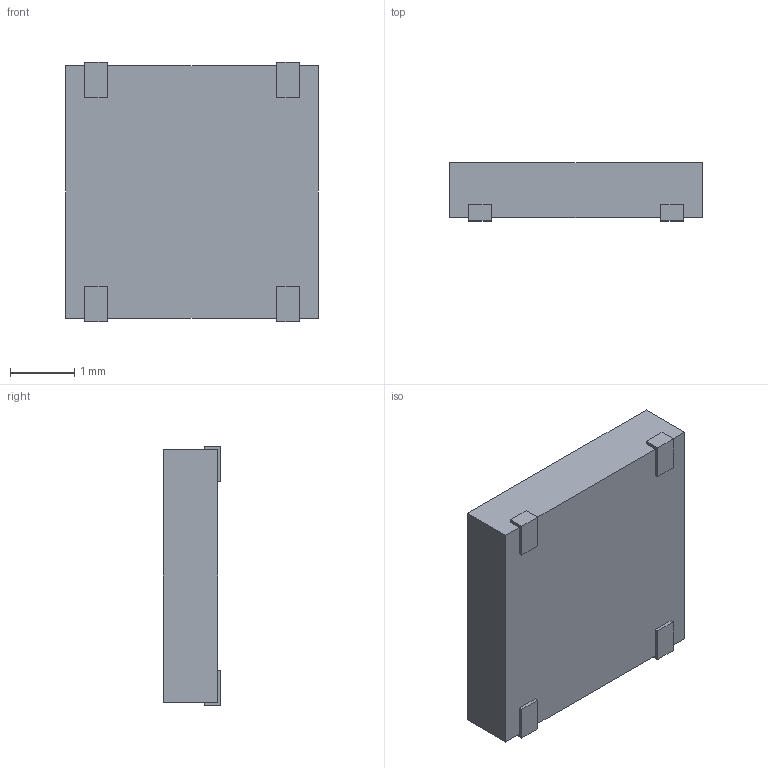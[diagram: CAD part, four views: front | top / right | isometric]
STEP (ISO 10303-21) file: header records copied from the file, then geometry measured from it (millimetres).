
FILE_DESCRIPTION (( 'STEP AP214' ), '1' );
FILE_NAME ( 'SON4P300_395X395X90L55X35.STEP', '2019-03-28T16:26:05', ( '' ), ( '' ), 'Part was generated with the free Library Expert Lite available at www.PCBLibraries.com. Removing line will violate the End User License Agreement.', '©2017 PCB Libraries, Inc.', '' );
FILE_SCHEMA (( 'AUTOMOTIVE_DESIGN' ));
Length unit declared in the file: millimetre
Products named in the file (1): SON4P300_395X395X90L55X35
Bounding box: 3.95 x 0.9 x 4.05 mm (x, y, z)
Volume: 13.3 mm3; surface area: 47.2 mm2
Topology: 5 solids, 5 shells, 41 faces, 90 edges, 60 vertices
Faces by surface type: plane 39, torus 2
Entity records: 1311 total; most frequent: CARTESIAN_POINT 192, DIRECTION 180, ORIENTED_EDGE 180, EDGE_CURVE 90, VECTOR 84, LINE 84, VERTEX_POINT 60, AXIS2_PLACEMENT_3D 48
